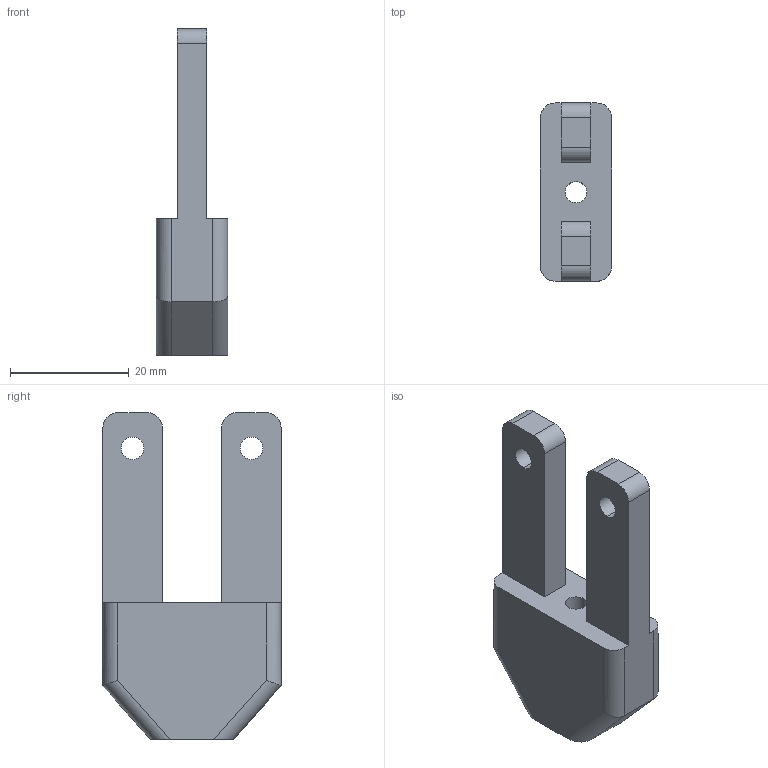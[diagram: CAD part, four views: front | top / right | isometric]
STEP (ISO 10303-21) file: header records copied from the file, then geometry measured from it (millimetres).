
FILE_DESCRIPTION (( 'STEP AP203' ), '1' );
FILE_NAME ('P3_3D Printed Dock Bracket.STEP', '2023-09-02T22:41:11', ( '' ), ( '' ), 'SwSTEP 2.0', 'SolidWorks 2020', '' );
FILE_SCHEMA (( 'CONFIG_CONTROL_DESIGN' ));
Length unit declared in the file: millimetre
Products named in the file (1): P3_3D Printed Dock Bracket
Bounding box: 12 x 30 x 55 mm (x, y, z)
Volume: 10022.2 mm3; surface area: 4501.9 mm2
Topology: 1 solids, 1 shells, 48 faces, 128 edges, 84 vertices
Faces by surface type: plane 30, cylinder 18
Entity records: 1573 total; most frequent: CARTESIAN_POINT 285, ORIENTED_EDGE 256, DIRECTION 242, EDGE_CURVE 128, VECTOR 96, LINE 96, VERTEX_POINT 84, AXIS2_PLACEMENT_3D 73
